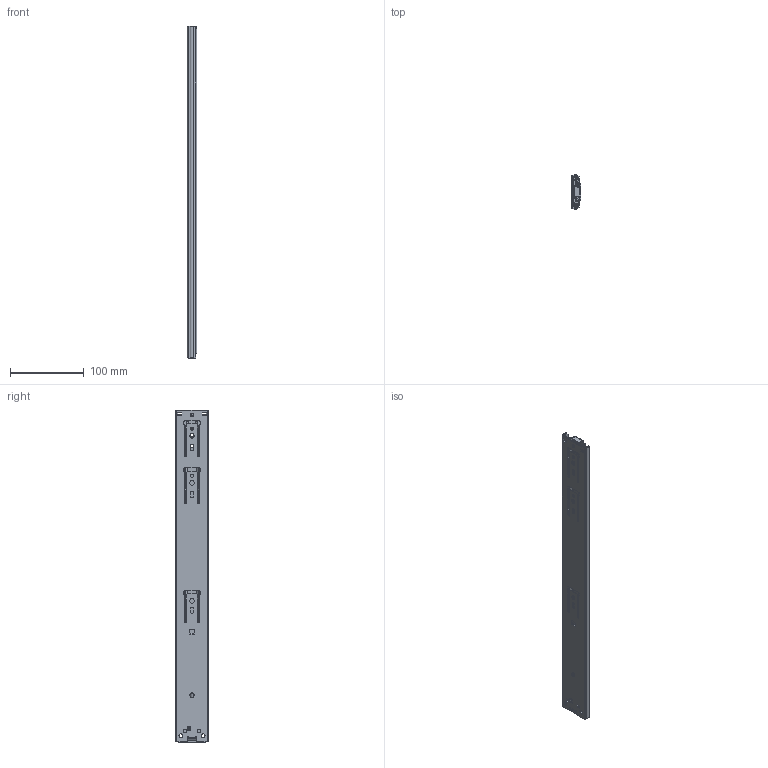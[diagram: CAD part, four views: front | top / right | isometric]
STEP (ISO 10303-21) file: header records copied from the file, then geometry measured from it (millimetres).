
FILE_DESCRIPTION (( 'STEP AP214' ), '1' );
FILE_NAME ('FR_5001_CNS.0450mm_18inch_ECD_closed.STEP', '2022-10-28T06:27:12', ( '' ), ( '' ), 'SwSTEP 2.0', 'SolidWorks 2020', '' );
FILE_SCHEMA (( 'AUTOMOTIVE_DESIGN' ));
Length unit declared in the file: millimetre
Products named in the file (17): 5001.XXX-02.T049_NL  450; FR5001 ECD; 5001.XXX-03.T049_NL  450; 5000 RIVET; 5001 Damper Base; FR5001 TRIGGER; FR_5001_CNS.0450mm_18inch_ECD_closed; FR5001 ECD SLIDER; FR5001 ECD CATCH; 5001 Damper_Damper Retracted; 5001 ECD_5001 ECD Closed; 5001.XXX-01.T049_NL  450 eingefahren; 5001 MIDDLE STOP NEW; 5001 Damper Rod; 5001.XXX-01.T049_NL  450
Assembly tree (17 placements, depth 5):
  FR_5001_CNS.0450mm_18inch_ECD_closed
    5001.XXX-01.T049_NL  450 eingefahren
      5001.XXX-01.T049_NL  450
      5001 ECD_5001 ECD Closed
        FR5001 ECD
        FR5001 ECD SLIDER
        5001 Damper_Damper Retracted
          5001 Damper Base
          5001 Damper Rod
    5001.XXX-03.T049_NL  450
      5001.XXX-03.T049_NL  450
      FR5001 TRIGGER
      5000 RIVET  x2
      FR5001 ECD CATCH
    5001.XXX-02.T049_NL  450
      5001.XXX-02.T049_NL  450
      5001 MIDDLE STOP NEW
Bounding box: 12.7 x 45.7 x 450.5 mm (x, y, z)
Volume: 93951.6 mm3; surface area: 141567.2 mm2
Topology: 12 solids, 12 shells, 1040 faces, 2715 edges, 1701 vertices
Faces by surface type: plane 590, cylinder 406, bspline 38, torus 4, cone 2
Entity records: 33565 total; most frequent: CARTESIAN_POINT 7244, DIRECTION 5416, ORIENTED_EDGE 5400, EDGE_CURVE 2700, AXIS2_PLACEMENT_3D 1826, VECTOR 1764, LINE 1764, VERTEX_POINT 1694
